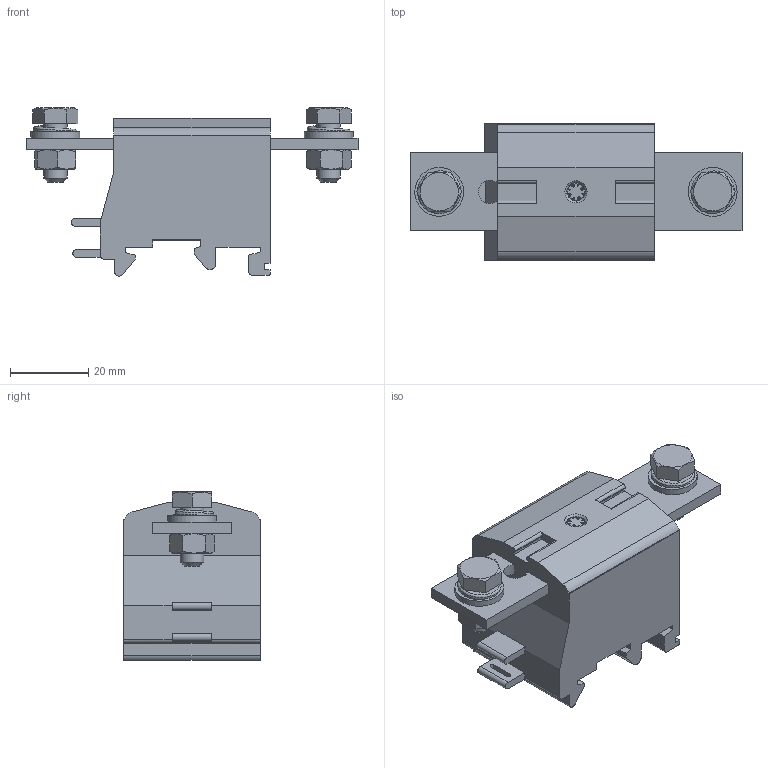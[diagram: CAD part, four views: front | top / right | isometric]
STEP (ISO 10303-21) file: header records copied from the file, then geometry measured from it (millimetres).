
FILE_DESCRIPTION(/* description */ ('Unknown'),/* implementation_level */ '2;1');
FILE_NAME(/* name */ 'DPBB50_3D_SOLID',/* time_stamp */ '2024-12-13T11:48:32+05:00',/* author */ ('Unknown'),/* organization */ ('Unknown'),/* preprocessor_version */ 'ST-DEVELOPER v16.7',/* originating_system */ 'Solid Edge',/* authorisation */ 'Unknown');
FILE_SCHEMA (('AUTOMOTIVE_DESIGN {1 0 10303 214 3 1 1}'));
Length unit declared in the file: millimetre
Products named in the file (1): DPBB50_3D_SOLID
Bounding box: 85 x 35 x 43.05 mm (x, y, z)
Volume: 53730.9 mm3; surface area: 13827.6 mm2
Topology: 1 solids, 1 shells, 277 faces, 694 edges, 433 vertices
Faces by surface type: plane 127, cylinder 55, torus 36, bspline 32, sphere 16, cone 11
Full cylindrical faces by diameter (mm): 4.7 x1, 6 x6, 6.4 x2, 6.6 x2, 12.5 x2
Entity records: 10804 total; most frequent: CARTESIAN_POINT 2613, ORIENTED_EDGE 1306, DIRECTION 1233, EDGE_CURVE 653, AXIS2_PLACEMENT_3D 454, VERTEX_POINT 422, LINE 325, VECTOR 325
